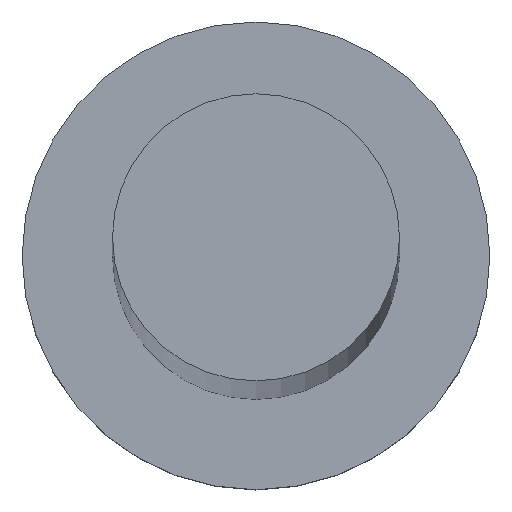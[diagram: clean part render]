
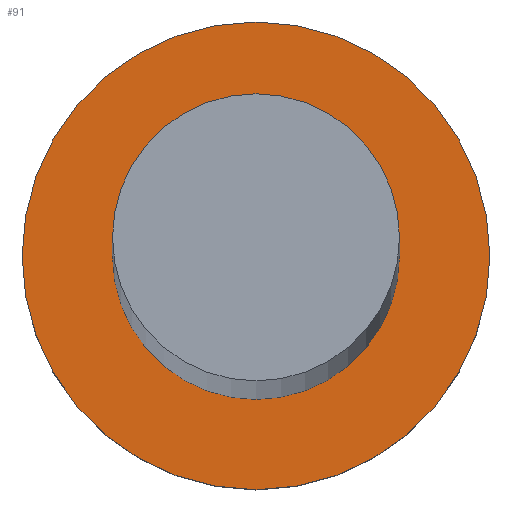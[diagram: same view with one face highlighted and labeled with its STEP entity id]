
A CAD part, top view. The second image highlights one B-rep face of the part: STEP entity #91.
In plain terms, the highlighted planar face has unit normal (0, 0, 1).
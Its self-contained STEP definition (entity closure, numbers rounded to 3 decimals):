
#4 = DIRECTION ( 'NONE',  ( 1., 0., 0. ) ) ;
#5 = ORIENTED_EDGE ( 'NONE', *, *, #175, .F. ) ;
#6 = CARTESIAN_POINT ( 'NONE',  ( 0., 0., 7. ) ) ;
#11 = CARTESIAN_POINT ( 'NONE',  ( -11., 0., 7. ) ) ;
#26 = CIRCLE ( 'NONE', #171, 6.75 ) ;
#33 = DIRECTION ( 'NONE',  ( 1., 0., 0. ) ) ;
#34 = EDGE_LOOP ( 'NONE', ( #59, #182 ) ) ;
#40 = CIRCLE ( 'NONE', #78, 6.75 ) ;
#41 = VERTEX_POINT ( 'NONE', #205 ) ;
#42 = VERTEX_POINT ( 'NONE', #151 ) ;
#43 = DIRECTION ( 'NONE',  ( 0., 0., 1. ) ) ;
#47 = PLANE ( 'NONE',  #161 ) ;
#59 = ORIENTED_EDGE ( 'NONE', *, *, #75, .T. ) ;
#61 = CIRCLE ( 'NONE', #128, 11. ) ;
#67 = CARTESIAN_POINT ( 'NONE',  ( 0., 0., 7. ) ) ;
#74 = VERTEX_POINT ( 'NONE', #11 ) ;
#75 = EDGE_CURVE ( 'NONE', #74, #42, #112, .T. ) ;
#78 = AXIS2_PLACEMENT_3D ( 'NONE', #97, #122, #144 ) ;
#84 = DIRECTION ( 'NONE',  ( 0., 0., 1. ) ) ;
#86 = CARTESIAN_POINT ( 'NONE',  ( 0., 0., 7. ) ) ;
#91 = ADVANCED_FACE ( 'NONE', ( #163, #207 ), #47, .T. ) ;
#97 = CARTESIAN_POINT ( 'NONE',  ( 0., 0., 7. ) ) ;
#112 = CIRCLE ( 'NONE', #117, 11. ) ;
#117 = AXIS2_PLACEMENT_3D ( 'NONE', #244, #84, #130 ) ;
#122 = DIRECTION ( 'NONE',  ( 0., 0., 1. ) ) ;
#123 = DIRECTION ( 'NONE',  ( 0., 0., 1. ) ) ;
#128 = AXIS2_PLACEMENT_3D ( 'NONE', #6, #43, #33 ) ;
#130 = DIRECTION ( 'NONE',  ( 1., 0., 0. ) ) ;
#139 = EDGE_CURVE ( 'NONE', #41, #148, #26, .T. ) ;
#142 = ORIENTED_EDGE ( 'NONE', *, *, #139, .F. ) ;
#144 = DIRECTION ( 'NONE',  ( 1., 0., 0. ) ) ;
#148 = VERTEX_POINT ( 'NONE', #219 ) ;
#151 = CARTESIAN_POINT ( 'NONE',  ( 11., 0., 7. ) ) ;
#161 = AXIS2_PLACEMENT_3D ( 'NONE', #67, #123, #190 ) ;
#163 = FACE_BOUND ( 'NONE', #239, .T. ) ;
#168 = DIRECTION ( 'NONE',  ( 0., 0., 1. ) ) ;
#171 = AXIS2_PLACEMENT_3D ( 'NONE', #86, #168, #4 ) ;
#175 = EDGE_CURVE ( 'NONE', #148, #41, #40, .T. ) ;
#182 = ORIENTED_EDGE ( 'NONE', *, *, #240, .T. ) ;
#190 = DIRECTION ( 'NONE',  ( 1., 0., 0. ) ) ;
#205 = CARTESIAN_POINT ( 'NONE',  ( -6.75, 0., 7. ) ) ;
#207 = FACE_OUTER_BOUND ( 'NONE', #34, .T. ) ;
#219 = CARTESIAN_POINT ( 'NONE',  ( 6.75, 0., 7. ) ) ;
#239 = EDGE_LOOP ( 'NONE', ( #142, #5 ) ) ;
#240 = EDGE_CURVE ( 'NONE', #42, #74, #61, .T. ) ;
#244 = CARTESIAN_POINT ( 'NONE',  ( 0., 0., 7. ) ) ;
